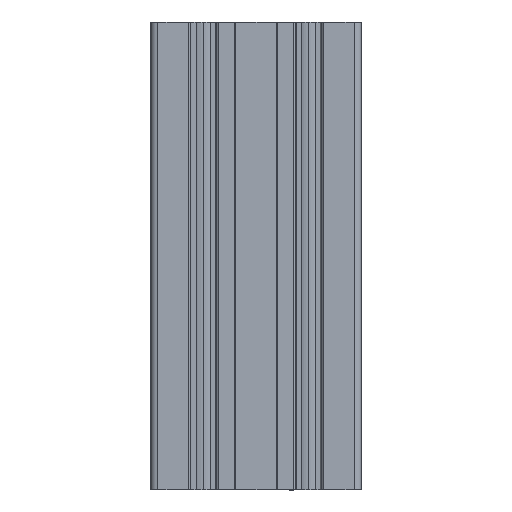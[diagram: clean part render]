
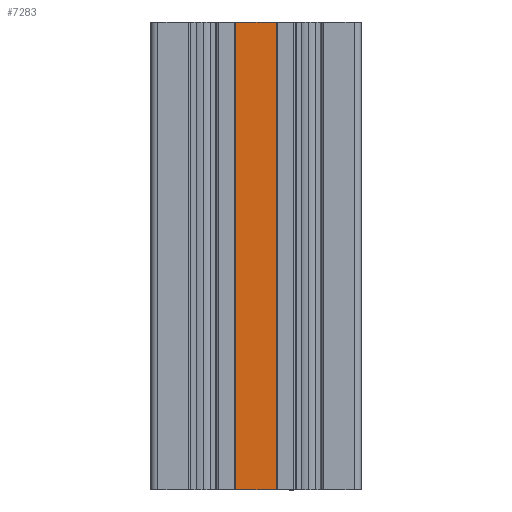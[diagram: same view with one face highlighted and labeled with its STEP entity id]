
A CAD part, top view. The second image highlights one B-rep face of the part: STEP entity #7283.
In plain terms, the highlighted planar face has unit normal (0, 0, 1).
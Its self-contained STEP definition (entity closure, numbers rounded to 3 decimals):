
#529 = EDGE_CURVE ( 'NONE', #11691, #6013, #10902, .T. ) ;
#1479 = AXIS2_PLACEMENT_3D ( 'NONE', #6254, #6371, #2691 ) ;
#1992 = CARTESIAN_POINT ( 'NONE',  ( -8.75, 200., 21. ) ) ;
#2691 = DIRECTION ( 'NONE',  ( 1., 0., 0. ) ) ;
#2935 = EDGE_CURVE ( 'NONE', #7054, #11074, #10363, .T. ) ;
#3312 = DIRECTION ( 'NONE',  ( 1., 0., 0. ) ) ;
#3520 = LINE ( 'NONE', #1992, #8474 ) ;
#3887 = DIRECTION ( 'NONE',  ( 0., 1., 0. ) ) ;
#4277 = FACE_OUTER_BOUND ( 'NONE', #7792, .T. ) ;
#5973 = CARTESIAN_POINT ( 'NONE',  ( 8.75, 200., 21. ) ) ;
#6013 = VERTEX_POINT ( 'NONE', #7387 ) ;
#6254 = CARTESIAN_POINT ( 'NONE',  ( -8.75, 0., 21. ) ) ;
#6371 = DIRECTION ( 'NONE',  ( 0., 0., 1. ) ) ;
#6372 = EDGE_CURVE ( 'NONE', #6013, #7054, #8968, .T. ) ;
#6878 = CARTESIAN_POINT ( 'NONE',  ( 8.75, 0., 21. ) ) ;
#7054 = VERTEX_POINT ( 'NONE', #6878 ) ;
#7283 = ADVANCED_FACE ( 'NONE', ( #4277 ), #10032, .T. ) ;
#7387 = CARTESIAN_POINT ( 'NONE',  ( -8.75, 0., 21. ) ) ;
#7792 = EDGE_LOOP ( 'NONE', ( #9944, #11594, #8185, #9916 ) ) ;
#7953 = CARTESIAN_POINT ( 'NONE',  ( -8.75, 0., 21. ) ) ;
#8185 = ORIENTED_EDGE ( 'NONE', *, *, #8884, .T. ) ;
#8474 = VECTOR ( 'NONE', #8500, 1000. ) ;
#8500 = DIRECTION ( 'NONE',  ( -1., 0., 0. ) ) ;
#8646 = CARTESIAN_POINT ( 'NONE',  ( 8.75, 0., 21. ) ) ;
#8884 = EDGE_CURVE ( 'NONE', #11074, #11691, #3520, .T. ) ;
#8968 = LINE ( 'NONE', #7953, #11158 ) ;
#9147 = VECTOR ( 'NONE', #11078, 1000. ) ;
#9365 = CARTESIAN_POINT ( 'NONE',  ( -8.75, 0., 21. ) ) ;
#9916 = ORIENTED_EDGE ( 'NONE', *, *, #529, .T. ) ;
#9944 = ORIENTED_EDGE ( 'NONE', *, *, #6372, .T. ) ;
#10032 = PLANE ( 'NONE',  #1479 ) ;
#10363 = LINE ( 'NONE', #8646, #11851 ) ;
#10793 = CARTESIAN_POINT ( 'NONE',  ( -8.75, 200., 21. ) ) ;
#10902 = LINE ( 'NONE', #9365, #9147 ) ;
#11074 = VERTEX_POINT ( 'NONE', #5973 ) ;
#11078 = DIRECTION ( 'NONE',  ( 0., -1., 0. ) ) ;
#11158 = VECTOR ( 'NONE', #3312, 1000. ) ;
#11594 = ORIENTED_EDGE ( 'NONE', *, *, #2935, .T. ) ;
#11691 = VERTEX_POINT ( 'NONE', #10793 ) ;
#11851 = VECTOR ( 'NONE', #3887, 1000. ) ;
